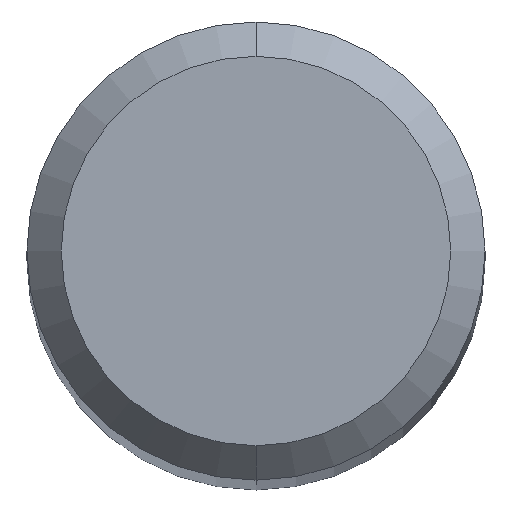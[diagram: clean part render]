
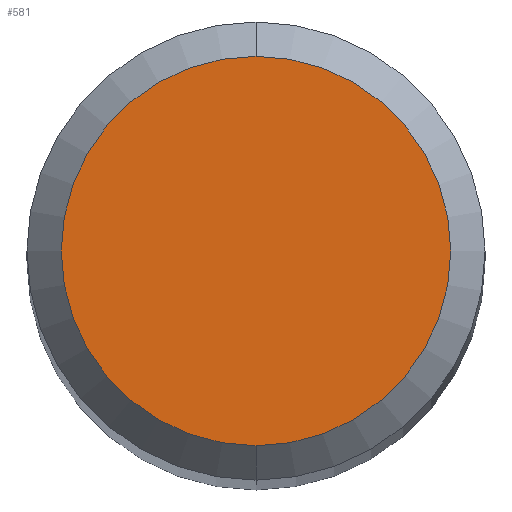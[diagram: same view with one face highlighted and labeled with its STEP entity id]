
A CAD part, top view. The second image highlights one B-rep face of the part: STEP entity #581.
In plain terms, the highlighted planar face has unit normal (0, 0, 1).
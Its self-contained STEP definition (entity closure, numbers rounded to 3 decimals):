
#377=VERTEX_POINT('',#993);
#581=ADVANCED_FACE('',(#1212),#1213,.T.);
#625=EDGE_CURVE('',#377,#909,#1261,.T.);
#643=EDGE_CURVE('',#909,#377,#1281,.T.);
#909=VERTEX_POINT('',#1576);
#993=CARTESIAN_POINT('',(0.0,1.7,0.0));
#1212=FACE_OUTER_BOUND('',#4317,.T.);
#1213=PLANE('',#4318);
#1261=CIRCLE('',#4458,1.7);
#1281=CIRCLE('',#4499,1.7);
#1576=CARTESIAN_POINT('',(0.,-1.7,0.0));
#4317=EDGE_LOOP('',(#6411,#6412));
#4318=AXIS2_PLACEMENT_3D('',#6413,#6414,#6415);
#4458=AXIS2_PLACEMENT_3D('',#6470,#6471,#6472);
#4499=AXIS2_PLACEMENT_3D('',#6490,#6491,#6492);
#6411=ORIENTED_EDGE('',*,*,#625,.F.);
#6412=ORIENTED_EDGE('',*,*,#643,.F.);
#6413=CARTESIAN_POINT('',(0.0,0.85,0.0));
#6414=DIRECTION('',(-0.0,0.0,1.0));
#6415=DIRECTION('',(0.0,-1.0,0.0));
#6470=CARTESIAN_POINT('',(0.0,0.0,0.0));
#6471=DIRECTION('',(0.0,0.0,-1.0));
#6472=DIRECTION('',(0.0,1.0,0.0));
#6490=CARTESIAN_POINT('',(0.0,0.0,0.0));
#6491=DIRECTION('',(0.0,0.0,-1.0));
#6492=DIRECTION('',(0.0,1.0,0.0));
